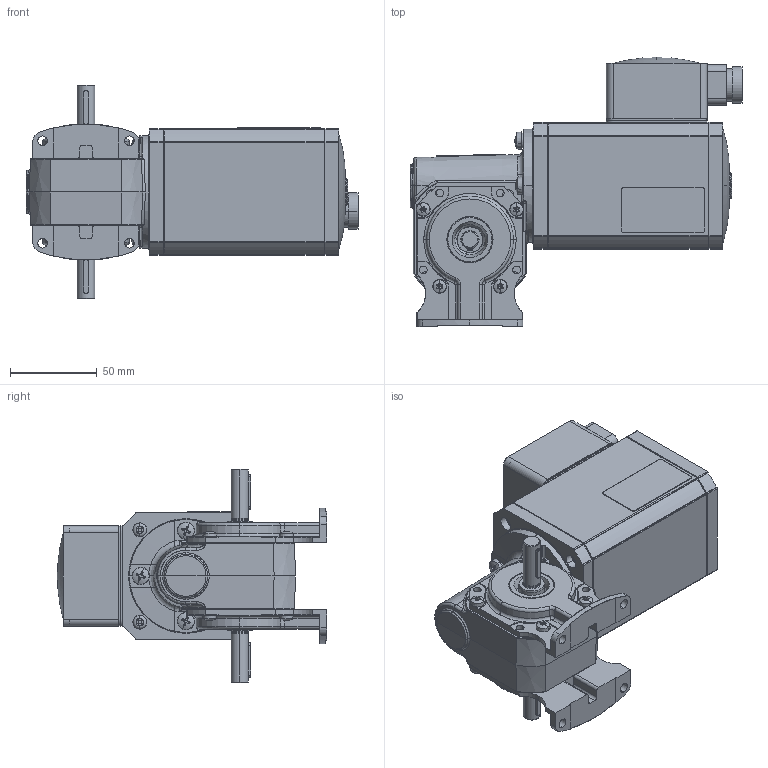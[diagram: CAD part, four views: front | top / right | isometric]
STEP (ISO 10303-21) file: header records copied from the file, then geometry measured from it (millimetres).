
FILE_DESCRIPTION(('STEP AP214'),'1');
FILE_NAME('tmp0.STEP','2015-03-03T08:39:35',(' '),(' '),'Spatial InterOp 3D',' ',' ');
FILE_SCHEMA(('automotive_design'));
Length unit declared in the file: millimetre
Products named in the file (922): 1; NONE
Bounding box: 191 x 155 x 123 mm (x, y, z)
Volume: 709445.9 mm3; surface area: 103986.8 mm2
Topology: 1 solids, 949 shells, 1328 faces, 5522 edges, 5168 vertices
Faces by surface type: plane 521, cylinder 470, torus 152, cone 109, bspline 54, sphere 22
Entity records: 98540 total; most frequent: CARTESIAN_POINT 20022, DIRECTION 11582, ORIENTED_EDGE 6477, EDGE_CURVE 5500, VERTEX_POINT 5168, AXIS2_PLACEMENT_3D 4494, LINE 2594, VECTOR 2594
